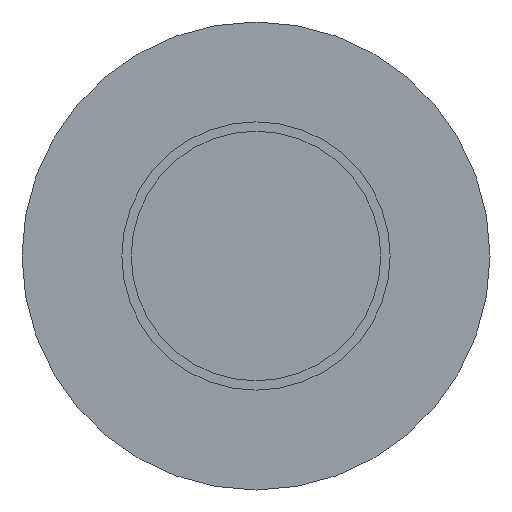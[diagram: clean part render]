
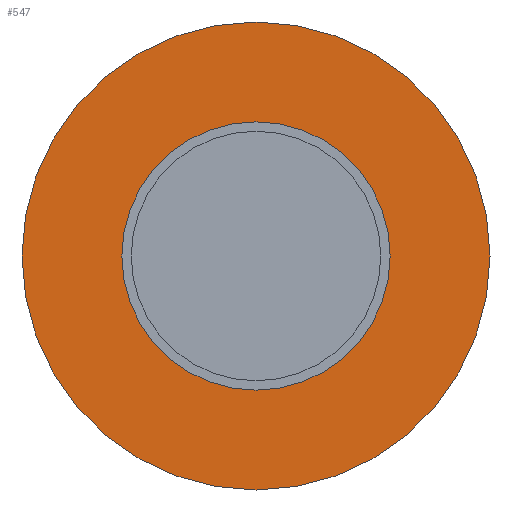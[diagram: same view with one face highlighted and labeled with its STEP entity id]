
A CAD part, front view. The second image highlights one B-rep face of the part: STEP entity #547.
In plain terms, the highlighted planar face has unit normal (0, -1, 0).
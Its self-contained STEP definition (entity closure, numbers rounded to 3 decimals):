
#48=FACE_BOUND('',#109,.T.);
#56=PLANE('',#683);
#76=FACE_OUTER_BOUND('',#108,.T.);
#108=EDGE_LOOP('',(#425,#426));
#109=EDGE_LOOP('',(#427,#428));
#159=CIRCLE('',#651,15.);
#160=CIRCLE('',#652,15.);
#179=CIRCLE('',#681,8.6);
#180=CIRCLE('',#682,8.6);
#226=VERTEX_POINT('',#981);
#227=VERTEX_POINT('',#983);
#246=VERTEX_POINT('',#1038);
#247=VERTEX_POINT('',#1040);
#288=EDGE_CURVE('',#226,#227,#159,.T.);
#289=EDGE_CURVE('',#227,#226,#160,.T.);
#315=EDGE_CURVE('',#247,#246,#179,.T.);
#316=EDGE_CURVE('',#246,#247,#180,.T.);
#425=ORIENTED_EDGE('',*,*,#289,.F.);
#426=ORIENTED_EDGE('',*,*,#288,.F.);
#427=ORIENTED_EDGE('',*,*,#315,.T.);
#428=ORIENTED_EDGE('',*,*,#316,.T.);
#547=ADVANCED_FACE('',(#76,#48),#56,.T.);
#651=AXIS2_PLACEMENT_3D('',#984,#762,#763);
#652=AXIS2_PLACEMENT_3D('',#985,#764,#765);
#681=AXIS2_PLACEMENT_3D('',#1041,#829,#830);
#682=AXIS2_PLACEMENT_3D('',#1042,#831,#832);
#683=AXIS2_PLACEMENT_3D('',#1043,#833,#834);
#762=DIRECTION('center_axis',(0.,1.,0.));
#763=DIRECTION('ref_axis',(1.,0.,0.));
#764=DIRECTION('center_axis',(0.,1.,0.));
#765=DIRECTION('ref_axis',(1.,0.,0.));
#829=DIRECTION('center_axis',(0.,1.,0.));
#830=DIRECTION('ref_axis',(1.,0.,0.));
#831=DIRECTION('center_axis',(0.,1.,0.));
#832=DIRECTION('ref_axis',(1.,0.,0.));
#833=DIRECTION('center_axis',(0.,-1.,0.));
#834=DIRECTION('ref_axis',(0.,0.,-1.));
#981=CARTESIAN_POINT('',(15.,0.,0.));
#983=CARTESIAN_POINT('',(-15.,0.,0.));
#984=CARTESIAN_POINT('Origin',(0.,0.,0.));
#985=CARTESIAN_POINT('Origin',(0.,0.,0.));
#1038=CARTESIAN_POINT('',(8.6,0.,0.));
#1040=CARTESIAN_POINT('',(-8.6,0.,0.));
#1041=CARTESIAN_POINT('Origin',(0.,0.,0.));
#1042=CARTESIAN_POINT('Origin',(0.,0.,0.));
#1043=CARTESIAN_POINT('Origin',(-15.,0.,0.));
